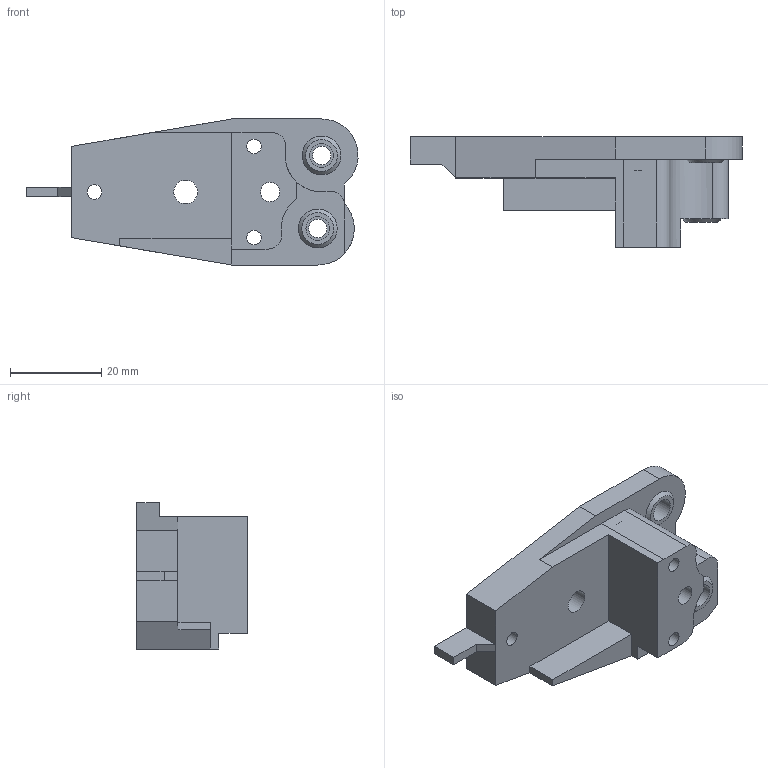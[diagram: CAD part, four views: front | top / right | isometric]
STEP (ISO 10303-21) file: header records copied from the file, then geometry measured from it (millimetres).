
FILE_DESCRIPTION(/* description */ (''),/* implementation_level */ '2;1');
FILE_NAME(/* name */ 'XYHD9_CFx_YCarriage_LH_UpperBody Beta.1.step',/* time_stamp */ '2022-02-26T13:22:56-05:00',/* author */ (''),/* organization */ (''),/* preprocessor_version */ 'ST-DEVELOPER v18.1',/* originating_system */ 'Autodesk Translation Framework v10.13.0.1454',/* authorisation */ '');
FILE_SCHEMA (('AUTOMOTIVE_DESIGN { 1 0 10303 214 3 1 1 }'));
Length unit declared in the file: millimetre
Products named in the file (1): XYHD9_CFx_YCarriage_LH_UpperBody
Bounding box: 72.77 x 24.25 x 32 mm (x, y, z)
Volume: 20218.4 mm3; surface area: 8343.3 mm2
Topology: 1 solids, 1 shells, 59 faces, 142 edges, 95 vertices
Faces by surface type: plane 35, cylinder 22, cone 2
Full cylindrical faces by diameter (mm): 2.3 x1, 3.2 x3, 4 x2, 4.2 x1, 5.2 x3, 6 x3, 9.5 x1, 11 x1
Entity records: 1810 total; most frequent: DIRECTION 315, CARTESIAN_POINT 299, ORIENTED_EDGE 288, EDGE_CURVE 144, AXIS2_PLACEMENT_3D 111, VERTEX_POINT 95, LINE 93, VECTOR 93
